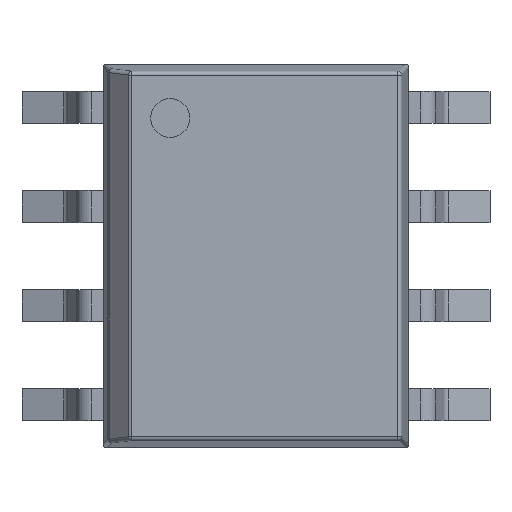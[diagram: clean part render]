
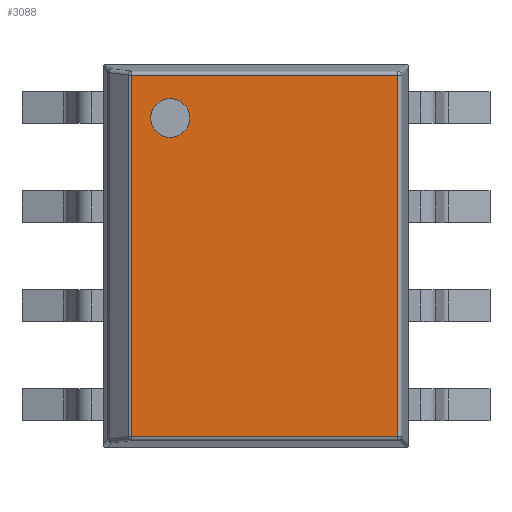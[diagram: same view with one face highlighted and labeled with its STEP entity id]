
A CAD part, top view. The second image highlights one B-rep face of the part: STEP entity #3088.
In plain terms, the highlighted planar face has unit normal (0, 0, 1).
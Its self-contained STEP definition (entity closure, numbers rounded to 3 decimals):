
#14=FACE_BOUND('',#471,.T.);
#78=PLANE('',#3336);
#304=FACE_OUTER_BOUND('',#470,.T.);
#470=EDGE_LOOP('',(#2287,#2288,#2289,#2290));
#471=EDGE_LOOP('',(#2291));
#664=LINE('',#4763,#959);
#666=LINE('',#4771,#961);
#668=LINE('',#4774,#963);
#669=LINE('',#4776,#964);
#959=VECTOR('',#3797,10.);
#961=VECTOR('',#3809,10.);
#963=VECTOR('',#3813,10.);
#964=VECTOR('',#3816,10.);
#1186=CIRCLE('',#3228,0.25);
#1314=VERTEX_POINT('',#4516);
#1404=VERTEX_POINT('',#4746);
#1406=VERTEX_POINT('',#4752);
#1407=VERTEX_POINT('',#4756);
#1409=VERTEX_POINT('',#4767);
#1610=EDGE_CURVE('',#1314,#1314,#1186,.T.);
#1734=EDGE_CURVE('',#1407,#1404,#664,.T.);
#1738=EDGE_CURVE('',#1409,#1407,#666,.T.);
#1740=EDGE_CURVE('',#1406,#1409,#668,.T.);
#1741=EDGE_CURVE('',#1404,#1406,#669,.T.);
#2287=ORIENTED_EDGE('',*,*,#1734,.F.);
#2288=ORIENTED_EDGE('',*,*,#1738,.F.);
#2289=ORIENTED_EDGE('',*,*,#1740,.F.);
#2290=ORIENTED_EDGE('',*,*,#1741,.F.);
#2291=ORIENTED_EDGE('',*,*,#1610,.T.);
#3088=ADVANCED_FACE('',(#304,#14),#78,.T.);
#3228=AXIS2_PLACEMENT_3D('',#4517,#3561,#3562);
#3336=AXIS2_PLACEMENT_3D('',#4815,#3859,#3860);
#3561=DIRECTION('center_axis',(0.,0.,-1.));
#3562=DIRECTION('ref_axis',(-1.,0.,0.));
#3797=DIRECTION('',(0.,1.,0.));
#3809=DIRECTION('',(-1.,0.,0.));
#3813=DIRECTION('',(0.,-1.,0.));
#3816=DIRECTION('',(1.,0.,0.));
#3859=DIRECTION('center_axis',(0.,0.,1.));
#3860=DIRECTION('ref_axis',(1.,0.,0.));
#4516=CARTESIAN_POINT('',(-0.849,1.768,1.75));
#4517=CARTESIAN_POINT('Origin',(-1.099,1.768,1.75));
#4746=CARTESIAN_POINT('',(-1.599,2.318,1.75));
#4752=CARTESIAN_POINT('',(1.818,2.318,1.75));
#4756=CARTESIAN_POINT('',(-1.599,-2.318,1.75));
#4763=CARTESIAN_POINT('',(-1.599,0.,1.75));
#4767=CARTESIAN_POINT('',(1.818,-2.318,1.75));
#4771=CARTESIAN_POINT('',(-1.785,-2.318,1.75));
#4774=CARTESIAN_POINT('',(1.818,0.,1.75));
#4776=CARTESIAN_POINT('',(-1.785,2.318,1.75));
#4815=CARTESIAN_POINT('Origin',(-1.62,0.,1.75));
